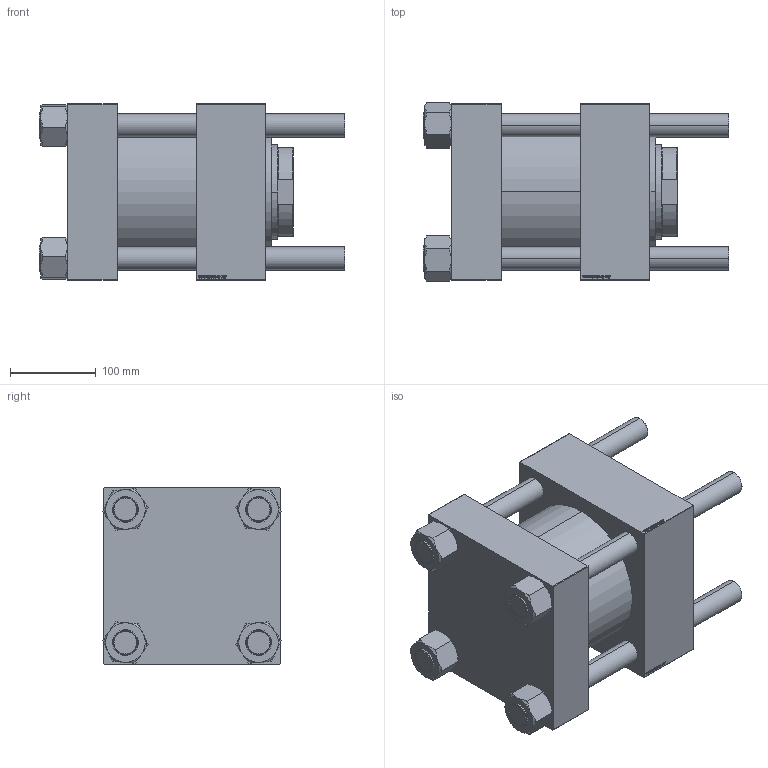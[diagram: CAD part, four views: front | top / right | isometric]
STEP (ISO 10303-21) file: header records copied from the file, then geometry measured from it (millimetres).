
FILE_DESCRIPTION (( 'STEP AP203' ), '1' );
FILE_NAME ('0733.STEP', '2025-10-14T10:07:37', ( '' ), ( '' ), 'SwSTEP 2.0', 'SolidWorks 2019', '' );
FILE_SCHEMA (( 'CONFIG_CONTROL_DESIGN' ));
Length unit declared in the file: millimetre
Products named in the file (6): V215CR_VCP_B e51bc2ca82e8b2442e936a3ef98163c8; V215_VC_A e51bc2ca82e8b2442e936a3ef98163c8; 0733; V215CR_B_TYCINKA e51bc2ca82e8b2442e936a3ef98163c8; V215CR_B-1 e51bc2ca82e8b2442e936a3ef98163c8; NUT_M5_B e51bc2ca82e8b2442e936a3ef98163c8
Assembly tree (11 placements, depth 2):
  0733
    V215CR_B-1 e51bc2ca82e8b2442e936a3ef98163c8
    V215CR_VCP_B e51bc2ca82e8b2442e936a3ef98163c8
    NUT_M5_B e51bc2ca82e8b2442e936a3ef98163c8  x4
    V215CR_B_TYCINKA e51bc2ca82e8b2442e936a3ef98163c8  x4
    V215_VC_A e51bc2ca82e8b2442e936a3ef98163c8
Bounding box: 356 x 207.94 x 205 mm (x, y, z)
Volume: 7951661.5 mm3; surface area: 782238.2 mm2
Topology: 11 solids, 11 shells, 1206 faces, 3092 edges, 2015 vertices
Faces by surface type: bspline 504, plane 479, cone 136, cylinder 79, torus 8
Entity records: 57286 total; most frequent: CARTESIAN_POINT 34136, ORIENTED_EDGE 5448, DIRECTION 2996, EDGE_CURVE 2724, VERTEX_POINT 1793, LINE 1466, VECTOR 1466, EDGE_LOOP 1175
